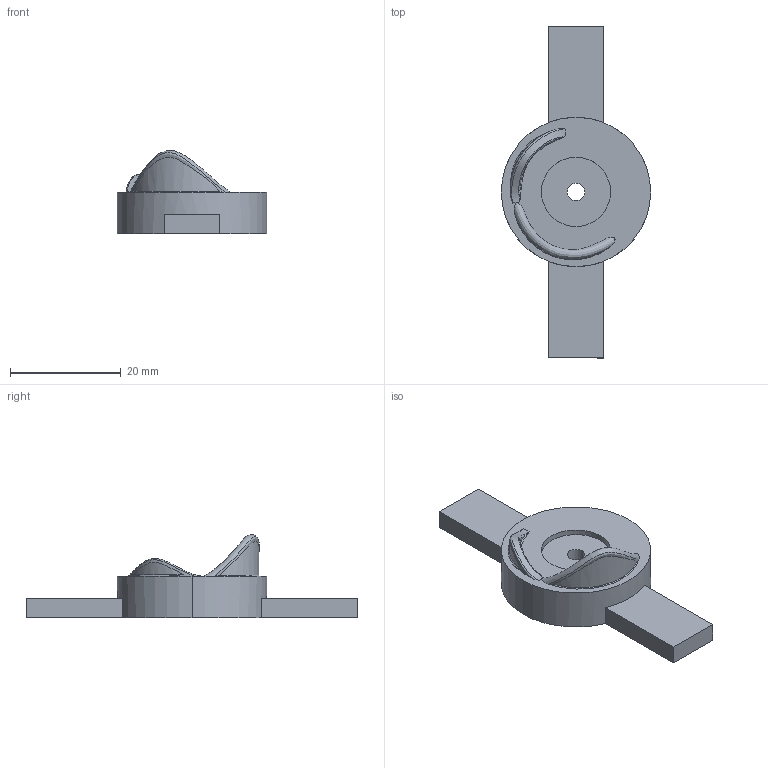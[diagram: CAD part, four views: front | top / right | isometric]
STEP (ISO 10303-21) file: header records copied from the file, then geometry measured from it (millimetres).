
FILE_DESCRIPTION (( 'STEP AP214' ), '1' );
FILE_NAME ('derailleur-separate.STEP', '2025-12-13T23:27:32', ( '' ), ( '' ), 'SwSTEP 2.0', 'SolidWorks 2025', '' );
FILE_SCHEMA (( 'AUTOMOTIVE_DESIGN' ));
Length unit declared in the file: millimetre
Products named in the file (1): derailleur-separate
Bounding box: 27 x 60 x 15.03 mm (x, y, z)
Volume: 5309.4 mm3; surface area: 3079.4 mm2
Topology: 1 solids, 1 shells, 38 faces, 94 edges, 62 vertices
Faces by surface type: bspline 15, plane 12, cylinder 10, cone 1
Entity records: 4022 total; most frequent: CARTESIAN_POINT 3200, ORIENTED_EDGE 188, DIRECTION 124, EDGE_CURVE 94, VERTEX_POINT 62, AXIS2_PLACEMENT_3D 47, EDGE_LOOP 44, B_SPLINE_CURVE_WITH_KNOTS 41
